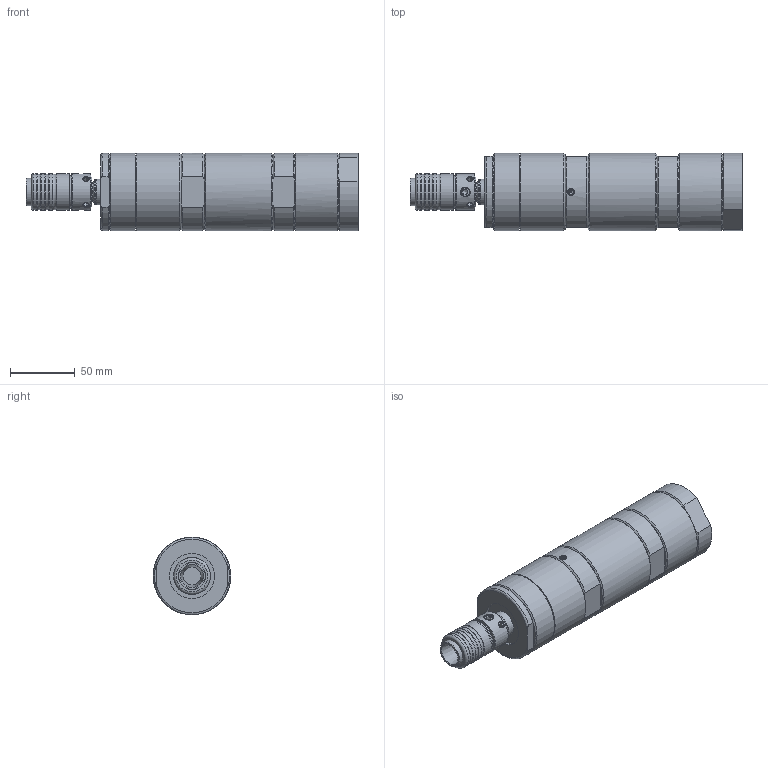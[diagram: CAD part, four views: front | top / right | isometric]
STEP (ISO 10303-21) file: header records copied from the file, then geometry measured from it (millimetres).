
FILE_DESCRIPTION(/* description */ (''),/* implementation_level */ '2;1');
FILE_NAME(/* name */ 'EBM 120-1200 WS_60038725.stp',/* time_stamp */ '2015-01-29T09:51:01+01:00',/* author */ ('ekoch'),/* organization */ (''),/* preprocessor_version */ 'ST-DEVELOPER v15.2',/* originating_system */ 'Autodesk Inventor 2014',/* authorisation */ '');
FILE_SCHEMA (('AUTOMOTIVE_DESIGN { 1 0 10303 214 3 1 1 }'));
Length unit declared in the file: millimetre
Products named in the file (1): EBM 120-1200 WS_60038725
Bounding box: 257 x 60 x 60 mm (x, y, z)
Volume: 576416.7 mm3; surface area: 61441.2 mm2
Topology: 1 solids, 18 shells, 348 faces, 784 edges, 502 vertices
Faces by surface type: plane 162, cylinder 101, cone 60, bspline 12, torus 11, sphere 2
Full cylindrical faces by diameter (mm): 1.55 x2, 3.5 x4, 3.6 x1, 4 x1, 4.134 x4, 5 x1, 5.25 x2, 5.5 x1, 5.6 x2, 6.647 x4, 13.8 x1, 14 x3, 14.5 x1, 14.95 x1, 18.631 x1, 18.8 x1, 19.2 x1, 20 x1, 21 x1, 21.1 x1, 23 x1, 23.2 x2, 24.8 x1, 24.9 x1, 26.629 x2, 27.3 x2, 28.4 x4, 28.6 x1, 35 x1, 53.173 x3
Entity records: 11754 total; most frequent: CARTESIAN_POINT 4470, DIRECTION 1414, ORIENTED_EDGE 1254, EDGE_CURVE 625, AXIS2_PLACEMENT_3D 562, EDGE_LOOP 518, VERTEX_POINT 451, ADVANCED_FACE 348
